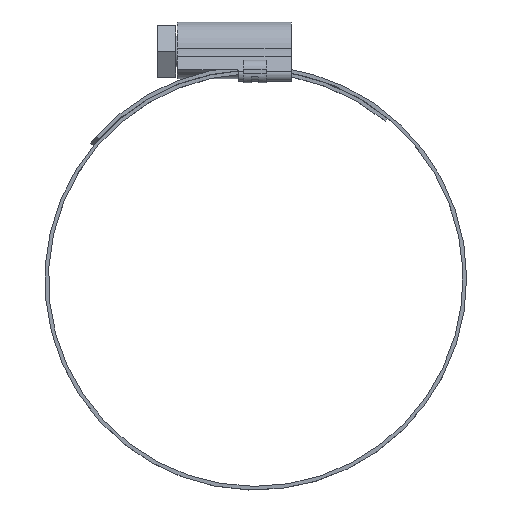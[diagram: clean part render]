
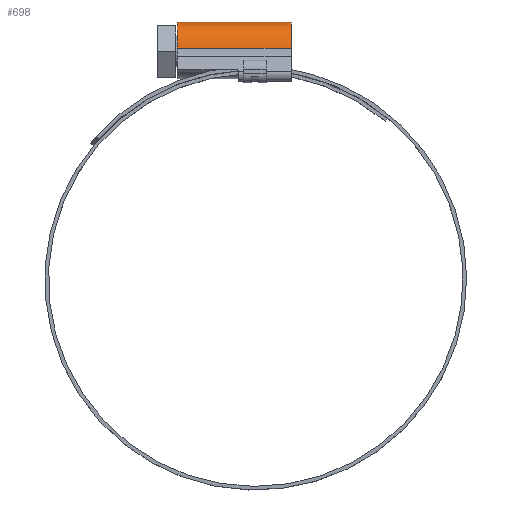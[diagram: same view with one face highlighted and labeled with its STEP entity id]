
A CAD part, top view. The second image highlights one B-rep face of the part: STEP entity #698.
In plain terms, the highlighted cylindrical face has radius 6.5 mm (diameter 13 mm), a partial arc.
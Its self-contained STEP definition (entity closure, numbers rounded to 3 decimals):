
#29 = VECTOR ( 'NONE', #81, 1000. ) ;
#81 = DIRECTION ( 'NONE',  ( 1., 0., 0. ) ) ;
#163 = VERTEX_POINT ( 'NONE', #2678 ) ;
#254 = AXIS2_PLACEMENT_3D ( 'NONE', #1195, #3285, #2674 ) ;
#352 = CIRCLE ( 'NONE', #1661, 6.5 ) ;
#534 = VERTEX_POINT ( 'NONE', #1670 ) ;
#630 = CIRCLE ( 'NONE', #254, 6.5 ) ;
#698 = ADVANCED_FACE ( 'NONE', ( #1868 ), #2051, .T. ) ;
#747 = EDGE_CURVE ( 'NONE', #163, #534, #1144, .T. ) ;
#1003 = CARTESIAN_POINT ( 'NONE',  ( -17., 50.72, -6.46 ) ) ;
#1077 = EDGE_LOOP ( 'NONE', ( #2448, #3069, #1520, #3448 ) ) ;
#1144 = LINE ( 'NONE', #1765, #1710 ) ;
#1195 = CARTESIAN_POINT ( 'NONE',  ( 8., 50., 0. ) ) ;
#1520 = ORIENTED_EDGE ( 'NONE', *, *, #3214, .T. ) ;
#1532 = CARTESIAN_POINT ( 'NONE',  ( 8., 50.72, -6.46 ) ) ;
#1608 = VERTEX_POINT ( 'NONE', #1532 ) ;
#1661 = AXIS2_PLACEMENT_3D ( 'NONE', #1913, #2798, #2139 ) ;
#1670 = CARTESIAN_POINT ( 'NONE',  ( 8., 50.72, 6.46 ) ) ;
#1710 = VECTOR ( 'NONE', #2634, 1000. ) ;
#1765 = CARTESIAN_POINT ( 'NONE',  ( -17., 50.72, 6.46 ) ) ;
#1868 = FACE_OUTER_BOUND ( 'NONE', #1077, .T. ) ;
#1913 = CARTESIAN_POINT ( 'NONE',  ( -17., 50., 0. ) ) ;
#2051 = CYLINDRICAL_SURFACE ( 'NONE', #3197, 6.5 ) ;
#2139 = DIRECTION ( 'NONE',  ( 0., 0., 1. ) ) ;
#2204 = LINE ( 'NONE', #1003, #29 ) ;
#2263 = EDGE_CURVE ( 'NONE', #2773, #1608, #2204, .T. ) ;
#2448 = ORIENTED_EDGE ( 'NONE', *, *, #2467, .F. ) ;
#2467 = EDGE_CURVE ( 'NONE', #1608, #534, #630, .T. ) ;
#2634 = DIRECTION ( 'NONE',  ( 1., 0., 0. ) ) ;
#2674 = DIRECTION ( 'NONE',  ( 0., 0., -1. ) ) ;
#2678 = CARTESIAN_POINT ( 'NONE',  ( -17., 50.72, 6.46 ) ) ;
#2773 = VERTEX_POINT ( 'NONE', #3788 ) ;
#2798 = DIRECTION ( 'NONE',  ( 1., 0., 0. ) ) ;
#3032 = DIRECTION ( 'NONE',  ( 0., 0., -1. ) ) ;
#3069 = ORIENTED_EDGE ( 'NONE', *, *, #2263, .F. ) ;
#3197 = AXIS2_PLACEMENT_3D ( 'NONE', #3802, #3636, #3032 ) ;
#3214 = EDGE_CURVE ( 'NONE', #2773, #163, #352, .T. ) ;
#3285 = DIRECTION ( 'NONE',  ( 1., 0., 0. ) ) ;
#3448 = ORIENTED_EDGE ( 'NONE', *, *, #747, .T. ) ;
#3636 = DIRECTION ( 'NONE',  ( 1., 0., 0. ) ) ;
#3788 = CARTESIAN_POINT ( 'NONE',  ( -17., 50.72, -6.46 ) ) ;
#3802 = CARTESIAN_POINT ( 'NONE',  ( -17., 50., 0. ) ) ;
